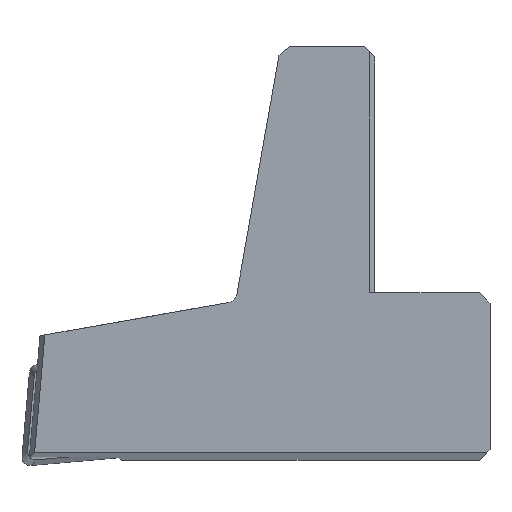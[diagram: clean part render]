
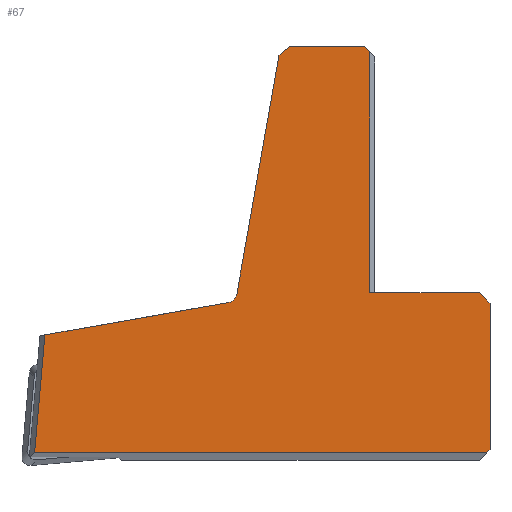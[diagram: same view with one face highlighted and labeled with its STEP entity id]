
A CAD part, front view. The second image highlights one B-rep face of the part: STEP entity #67.
In plain terms, the highlighted planar face has unit normal (0, -1, 0).
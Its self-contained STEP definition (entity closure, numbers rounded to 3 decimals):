
#60=CIRCLE('',#702,1.);
#67=ADVANCED_FACE('',(#130),#101,.F.);
#101=PLANE('',#703);
#130=FACE_OUTER_BOUND('',#164,.T.);
#164=EDGE_LOOP('',(#217,#218,#219,#220,#221,#222,#223,#224,#225,#226,#227,
#228,#229));
#217=ORIENTED_EDGE('',*,*,#445,.F.);
#218=ORIENTED_EDGE('',*,*,#446,.F.);
#219=ORIENTED_EDGE('',*,*,#447,.F.);
#220=ORIENTED_EDGE('',*,*,#448,.T.);
#221=ORIENTED_EDGE('',*,*,#449,.F.);
#222=ORIENTED_EDGE('',*,*,#450,.T.);
#223=ORIENTED_EDGE('',*,*,#435,.F.);
#224=ORIENTED_EDGE('',*,*,#432,.F.);
#225=ORIENTED_EDGE('',*,*,#451,.F.);
#226=ORIENTED_EDGE('',*,*,#452,.F.);
#227=ORIENTED_EDGE('',*,*,#453,.F.);
#228=ORIENTED_EDGE('',*,*,#454,.T.);
#229=ORIENTED_EDGE('',*,*,#455,.F.);
#374=VERTEX_POINT('',#929);
#375=VERTEX_POINT('',#931);
#377=VERTEX_POINT('',#937);
#383=VERTEX_POINT('',#957);
#384=VERTEX_POINT('',#958);
#385=VERTEX_POINT('',#960);
#386=VERTEX_POINT('',#962);
#387=VERTEX_POINT('',#964);
#388=VERTEX_POINT('',#966);
#389=VERTEX_POINT('',#969);
#390=VERTEX_POINT('',#971);
#391=VERTEX_POINT('',#973);
#392=VERTEX_POINT('',#975);
#432=EDGE_CURVE('',#374,#375,#520,.T.);
#435=EDGE_CURVE('',#375,#377,#523,.T.);
#445=EDGE_CURVE('',#383,#384,#533,.T.);
#446=EDGE_CURVE('',#385,#383,#534,.T.);
#447=EDGE_CURVE('',#386,#385,#535,.T.);
#448=EDGE_CURVE('',#386,#387,#536,.T.);
#449=EDGE_CURVE('',#388,#387,#60,.T.);
#450=EDGE_CURVE('',#388,#377,#537,.T.);
#451=EDGE_CURVE('',#389,#374,#538,.T.);
#452=EDGE_CURVE('',#390,#389,#539,.T.);
#453=EDGE_CURVE('',#391,#390,#540,.T.);
#454=EDGE_CURVE('',#391,#392,#541,.T.);
#455=EDGE_CURVE('',#384,#392,#542,.T.);
#520=LINE('',#930,#598);
#523=LINE('',#936,#601);
#533=LINE('',#956,#611);
#534=LINE('',#959,#612);
#535=LINE('',#961,#613);
#536=LINE('',#963,#614);
#537=LINE('',#967,#615);
#538=LINE('',#968,#616);
#539=LINE('',#970,#617);
#540=LINE('',#972,#618);
#541=LINE('',#974,#619);
#542=LINE('',#976,#620);
#598=VECTOR('',#754,1.);
#601=VECTOR('',#759,1.);
#611=VECTOR('',#777,1.);
#612=VECTOR('',#778,1.);
#613=VECTOR('',#779,1.);
#614=VECTOR('',#780,1.);
#615=VECTOR('',#783,1.);
#616=VECTOR('',#784,1.);
#617=VECTOR('',#785,1.);
#618=VECTOR('',#786,1.);
#619=VECTOR('',#787,1.);
#620=VECTOR('',#788,1.);
#702=AXIS2_PLACEMENT_3D('',#965,#781,#782);
#703=AXIS2_PLACEMENT_3D('',#977,#789,#790);
#754=DIRECTION('',(-1.,0.,0.));
#759=DIRECTION('',(0.087,0.,0.996));
#777=DIRECTION('',(0.707,0.,-0.707));
#778=DIRECTION('',(1.,0.,0.));
#779=DIRECTION('',(0.766,0.,0.643));
#780=DIRECTION('',(-0.174,0.,-0.985));
#781=DIRECTION('',(0.,-1.,0.));
#782=DIRECTION('',(0.174,0.,-0.985));
#783=DIRECTION('',(-0.985,0.,-0.174));
#784=DIRECTION('',(-0.707,0.,-0.707));
#785=DIRECTION('',(0.,0.,-1.));
#786=DIRECTION('',(0.707,0.,-0.707));
#787=DIRECTION('',(-1.,0.,0.));
#788=DIRECTION('',(0.,0.,-1.));
#789=DIRECTION('',(0.,1.,0.));
#790=DIRECTION('',(0.,0.,1.));
#929=CARTESIAN_POINT('',(10.7,-8.,-15.3));
#930=CARTESIAN_POINT('',(10.7,-8.,-15.3));
#931=CARTESIAN_POINT('',(-32.473,-8.,-15.3));
#936=CARTESIAN_POINT('',(-32.473,-8.,-15.3));
#937=CARTESIAN_POINT('',(-31.488,-8.,-4.033));
#956=CARTESIAN_POINT('',(-1.,-8.,23.5));
#957=CARTESIAN_POINT('',(-1.,-8.,23.5));
#958=CARTESIAN_POINT('',(-0.5,-8.,23.));
#959=CARTESIAN_POINT('',(-8.161,-8.,23.5));
#960=CARTESIAN_POINT('',(-8.161,-8.,23.5));
#961=CARTESIAN_POINT('',(-9.146,-8.,22.674));
#962=CARTESIAN_POINT('',(-9.146,-8.,22.674));
#963=CARTESIAN_POINT('',(-9.146,-8.,22.674));
#964=CARTESIAN_POINT('',(-13.167,-8.,-0.135));
#965=CARTESIAN_POINT('',(-14.152,-8.,0.039));
#966=CARTESIAN_POINT('',(-13.979,-8.,-0.946));
#967=CARTESIAN_POINT('',(-13.979,-8.,-0.946));
#968=CARTESIAN_POINT('',(11.,-8.,-15.));
#969=CARTESIAN_POINT('',(11.,-8.,-15.));
#970=CARTESIAN_POINT('',(11.,-8.,-1.));
#971=CARTESIAN_POINT('',(11.,-8.,-1.));
#972=CARTESIAN_POINT('',(10.,-8.,0.));
#973=CARTESIAN_POINT('',(10.,-8.,0.));
#974=CARTESIAN_POINT('',(10.,-8.,0.));
#975=CARTESIAN_POINT('',(-0.5,-8.,0.));
#976=CARTESIAN_POINT('',(-0.5,-8.,23.));
#977=CARTESIAN_POINT('',(-38.236,-8.,-16.));
